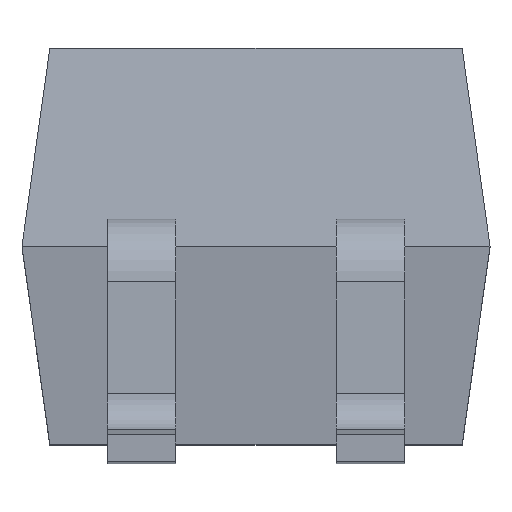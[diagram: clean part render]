
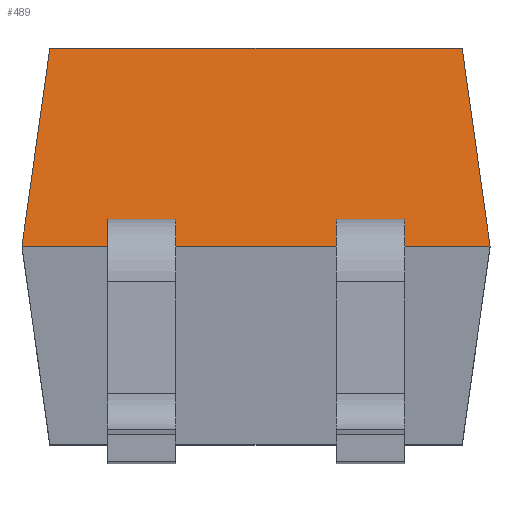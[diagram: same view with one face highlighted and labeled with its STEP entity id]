
A CAD part, top view. The second image highlights one B-rep face of the part: STEP entity #489.
In plain terms, the highlighted planar face has unit normal (0, 0.139, 0.99).
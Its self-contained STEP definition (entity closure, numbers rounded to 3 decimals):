
#4 = EDGE_CURVE ( 'NONE', #1375, #546, #158, .T. ) ;
#54 = CARTESIAN_POINT ( 'NONE',  ( -1.3, 1.2, 2.275 ) ) ;
#119 = CARTESIAN_POINT ( 'NONE',  ( 1.3, 1.2, 2.275 ) ) ;
#158 = LINE ( 'NONE', #1164, #963 ) ;
#196 = CARTESIAN_POINT ( 'NONE',  ( 1.3, 1.2, 2.275 ) ) ;
#287 = DIRECTION ( 'NONE',  ( -0.138, -0.981, 0.138 ) ) ;
#320 = DIRECTION ( 'NONE',  ( 1., 0., 0. ) ) ;
#489 = ADVANCED_FACE ( 'NONE', ( #1717 ), #596, .T. ) ;
#525 = EDGE_CURVE ( 'NONE', #1375, #1729, #1346, .T. ) ;
#546 = VERTEX_POINT ( 'NONE', #2090 ) ;
#596 = PLANE ( 'NONE',  #2021 ) ;
#704 = DIRECTION ( 'NONE',  ( 0.138, -0.981, 0.138 ) ) ;
#723 = LINE ( 'NONE', #196, #1112 ) ;
#738 = DIRECTION ( 'NONE',  ( 1., 0., 0. ) ) ;
#781 = EDGE_CURVE ( 'NONE', #546, #1531, #723, .T. ) ;
#836 = CARTESIAN_POINT ( 'NONE',  ( -1.145, 2.3, 2.12 ) ) ;
#963 = VECTOR ( 'NONE', #320, 1000. ) ;
#1009 = CARTESIAN_POINT ( 'NONE',  ( 1.3, 1.2, 2.275 ) ) ;
#1089 = ORIENTED_EDGE ( 'NONE', *, *, #4, .F. ) ;
#1112 = VECTOR ( 'NONE', #704, 1000. ) ;
#1164 = CARTESIAN_POINT ( 'NONE',  ( 1.3, 2.3, 2.12 ) ) ;
#1291 = VECTOR ( 'NONE', #287, 1000. ) ;
#1346 = LINE ( 'NONE', #1782, #1291 ) ;
#1375 = VERTEX_POINT ( 'NONE', #836 ) ;
#1412 = DIRECTION ( 'NONE',  ( 0., -0.99, 0.139 ) ) ;
#1458 = ORIENTED_EDGE ( 'NONE', *, *, #525, .T. ) ;
#1531 = VERTEX_POINT ( 'NONE', #1009 ) ;
#1584 = VECTOR ( 'NONE', #738, 1000. ) ;
#1649 = EDGE_LOOP ( 'NONE', ( #1683, #1704, #1089, #1458 ) ) ;
#1683 = ORIENTED_EDGE ( 'NONE', *, *, #1815, .T. ) ;
#1704 = ORIENTED_EDGE ( 'NONE', *, *, #781, .F. ) ;
#1717 = FACE_OUTER_BOUND ( 'NONE', #1649, .T. ) ;
#1729 = VERTEX_POINT ( 'NONE', #54 ) ;
#1782 = CARTESIAN_POINT ( 'NONE',  ( -1.251, 1.552, 2.226 ) ) ;
#1815 = EDGE_CURVE ( 'NONE', #1729, #1531, #2019, .T. ) ;
#1879 = CARTESIAN_POINT ( 'NONE',  ( 1.3, 1.2, 2.275 ) ) ;
#1900 = DIRECTION ( 'NONE',  ( 0., 0.139, 0.99 ) ) ;
#2019 = LINE ( 'NONE', #1879, #1584 ) ;
#2021 = AXIS2_PLACEMENT_3D ( 'NONE', #119, #1900, #1412 ) ;
#2090 = CARTESIAN_POINT ( 'NONE',  ( 1.145, 2.3, 2.12 ) ) ;
